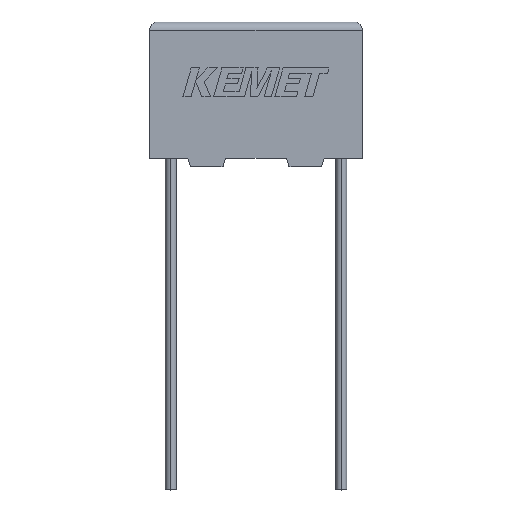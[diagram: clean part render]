
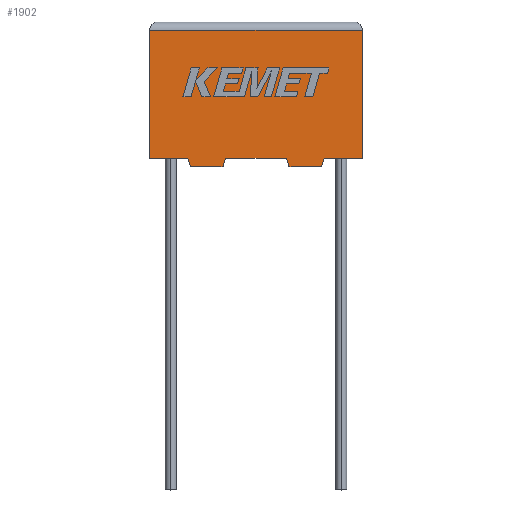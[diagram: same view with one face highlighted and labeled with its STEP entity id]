
A CAD part, top view. The second image highlights one B-rep face of the part: STEP entity #1902.
In plain terms, the highlighted planar face has unit normal (0, 0, 1).
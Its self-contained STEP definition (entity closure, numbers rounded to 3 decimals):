
#9 = DIRECTION ( 'NONE',  ( 1., 0., 0. ) ) ;
#50 = EDGE_CURVE ( 'NONE', #2020, #3237, #1942, .T. ) ;
#70 = ORIENTED_EDGE ( 'NONE', *, *, #3022, .T. ) ;
#145 = DIRECTION ( 'NONE',  ( -1., 0., 0. ) ) ;
#152 = LINE ( 'NONE', #2581, #2497 ) ;
#207 = CARTESIAN_POINT ( 'NONE',  ( 8.037, 0., 3.5 ) ) ;
#227 = ORIENTED_EDGE ( 'NONE', *, *, #1648, .T. ) ;
#301 = VECTOR ( 'NONE', #9, 1000. ) ;
#355 = DIRECTION ( 'NONE',  ( 0., 1., 0. ) ) ;
#409 = LINE ( 'NONE', #1951, #2708 ) ;
#433 = EDGE_CURVE ( 'NONE', #2064, #2117, #965, .T. ) ;
#441 = DIRECTION ( 'NONE',  ( -1., 0., 0. ) ) ;
#445 = EDGE_LOOP ( 'NONE', ( #1355, #1164, #2233, #2194, #70, #227, #2471, #2946, #1861, #2446, #1222, #2757 ) ) ;
#502 = CARTESIAN_POINT ( 'NONE',  ( 8.188, -0.5, 3.5 ) ) ;
#516 = DIRECTION ( 'NONE',  ( 0., -1., 0. ) ) ;
#562 = LINE ( 'NONE', #1963, #3119 ) ;
#590 = CARTESIAN_POINT ( 'NONE',  ( 12.5, 0., 3.5 ) ) ;
#622 = CARTESIAN_POINT ( 'NONE',  ( 8.188, -0.5, 3.5 ) ) ;
#725 = VERTEX_POINT ( 'NONE', #945 ) ;
#747 = FACE_OUTER_BOUND ( 'NONE', #445, .T. ) ;
#754 = CARTESIAN_POINT ( 'NONE',  ( 10.25, 0., 3.5 ) ) ;
#808 = DIRECTION ( 'NONE',  ( 0.287, -0.958, 0. ) ) ;
#814 = CARTESIAN_POINT ( 'NONE',  ( 12.5, 0., 3.5 ) ) ;
#828 = DIRECTION ( 'NONE',  ( 1., 0., 0. ) ) ;
#835 = VECTOR ( 'NONE', #145, 1000. ) ;
#865 = CARTESIAN_POINT ( 'NONE',  ( 4.313, -0.5, 3.5 ) ) ;
#873 = CARTESIAN_POINT ( 'NONE',  ( 10.1, -0.5, 3.5 ) ) ;
#945 = CARTESIAN_POINT ( 'NONE',  ( 2.25, 0., 3.5 ) ) ;
#965 = LINE ( 'NONE', #1043, #301 ) ;
#983 = DIRECTION ( 'NONE',  ( 0.287, 0.958, 0. ) ) ;
#1043 = CARTESIAN_POINT ( 'NONE',  ( 0., 0., 3.5 ) ) ;
#1044 = DIRECTION ( 'NONE',  ( -0.287, 0.958, 0. ) ) ;
#1059 = AXIS2_PLACEMENT_3D ( 'NONE', #1440, #2172, #1168 ) ;
#1075 = EDGE_CURVE ( 'NONE', #3167, #2353, #2432, .T. ) ;
#1154 = VERTEX_POINT ( 'NONE', #590 ) ;
#1157 = LINE ( 'NONE', #814, #1953 ) ;
#1164 = ORIENTED_EDGE ( 'NONE', *, *, #2468, .T. ) ;
#1168 = DIRECTION ( 'NONE',  ( -1., 0., 0. ) ) ;
#1212 = VECTOR ( 'NONE', #2769, 1000. ) ;
#1222 = ORIENTED_EDGE ( 'NONE', *, *, #1289, .F. ) ;
#1255 = CARTESIAN_POINT ( 'NONE',  ( 0., 0., 3.5 ) ) ;
#1284 = EDGE_CURVE ( 'NONE', #2913, #1154, #1893, .T. ) ;
#1289 = EDGE_CURVE ( 'NONE', #2913, #2020, #2816, .T. ) ;
#1355 = ORIENTED_EDGE ( 'NONE', *, *, #1635, .T. ) ;
#1440 = CARTESIAN_POINT ( 'NONE',  ( 0., 0., 3.5 ) ) ;
#1480 = CARTESIAN_POINT ( 'NONE',  ( 0., 0., 3.5 ) ) ;
#1520 = CARTESIAN_POINT ( 'NONE',  ( 0., 7.5, 3.5 ) ) ;
#1543 = VERTEX_POINT ( 'NONE', #1785 ) ;
#1547 = VECTOR ( 'NONE', #828, 1000. ) ;
#1576 = VERTEX_POINT ( 'NONE', #865 ) ;
#1635 = EDGE_CURVE ( 'NONE', #1154, #2499, #1157, .T. ) ;
#1648 = EDGE_CURVE ( 'NONE', #1543, #1576, #2399, .T. ) ;
#1731 = CARTESIAN_POINT ( 'NONE',  ( 10.25, 0., 3.5 ) ) ;
#1785 = CARTESIAN_POINT ( 'NONE',  ( 2.4, -0.5, 3.5 ) ) ;
#1855 = EDGE_CURVE ( 'NONE', #3237, #2117, #2069, .T. ) ;
#1861 = ORIENTED_EDGE ( 'NONE', *, *, #1855, .F. ) ;
#1876 = CARTESIAN_POINT ( 'NONE',  ( 4.463, 0., 3.5 ) ) ;
#1893 = LINE ( 'NONE', #1480, #2015 ) ;
#1902 = ADVANCED_FACE ( 'NONE', ( #747 ), #3182, .F. ) ;
#1934 = EDGE_CURVE ( 'NONE', #1576, #2064, #562, .T. ) ;
#1942 = LINE ( 'NONE', #3145, #835 ) ;
#1951 = CARTESIAN_POINT ( 'NONE',  ( 0., 7.5, 3.5 ) ) ;
#1953 = VECTOR ( 'NONE', #355, 1000. ) ;
#1963 = CARTESIAN_POINT ( 'NONE',  ( 4.313, -0.5, 3.5 ) ) ;
#2001 = EDGE_CURVE ( 'NONE', #2353, #725, #2437, .T. ) ;
#2015 = VECTOR ( 'NONE', #3251, 1000. ) ;
#2020 = VERTEX_POINT ( 'NONE', #873 ) ;
#2064 = VERTEX_POINT ( 'NONE', #1876 ) ;
#2069 = LINE ( 'NONE', #502, #2678 ) ;
#2117 = VERTEX_POINT ( 'NONE', #207 ) ;
#2172 = DIRECTION ( 'NONE',  ( 0., 0., -1. ) ) ;
#2194 = ORIENTED_EDGE ( 'NONE', *, *, #2001, .T. ) ;
#2206 = VECTOR ( 'NONE', #516, 1000. ) ;
#2233 = ORIENTED_EDGE ( 'NONE', *, *, #1075, .T. ) ;
#2343 = VECTOR ( 'NONE', #2637, 1000. ) ;
#2353 = VERTEX_POINT ( 'NONE', #2831 ) ;
#2358 = CARTESIAN_POINT ( 'NONE',  ( 2.4, -0.5, 3.5 ) ) ;
#2399 = LINE ( 'NONE', #2358, #1547 ) ;
#2403 = CARTESIAN_POINT ( 'NONE',  ( 0., 0., 3.5 ) ) ;
#2432 = LINE ( 'NONE', #1255, #2206 ) ;
#2437 = LINE ( 'NONE', #2403, #2343 ) ;
#2446 = ORIENTED_EDGE ( 'NONE', *, *, #50, .F. ) ;
#2468 = EDGE_CURVE ( 'NONE', #2499, #3167, #409, .T. ) ;
#2470 = CARTESIAN_POINT ( 'NONE',  ( 12.5, 7.5, 3.5 ) ) ;
#2471 = ORIENTED_EDGE ( 'NONE', *, *, #1934, .T. ) ;
#2497 = VECTOR ( 'NONE', #808, 1000. ) ;
#2499 = VERTEX_POINT ( 'NONE', #2470 ) ;
#2581 = CARTESIAN_POINT ( 'NONE',  ( 2.25, 0., 3.5 ) ) ;
#2637 = DIRECTION ( 'NONE',  ( 1., 0., 0. ) ) ;
#2678 = VECTOR ( 'NONE', #1044, 1000. ) ;
#2708 = VECTOR ( 'NONE', #441, 1000. ) ;
#2757 = ORIENTED_EDGE ( 'NONE', *, *, #1284, .T. ) ;
#2769 = DIRECTION ( 'NONE',  ( -0.287, -0.958, 0. ) ) ;
#2816 = LINE ( 'NONE', #1731, #1212 ) ;
#2831 = CARTESIAN_POINT ( 'NONE',  ( 0., 0., 3.5 ) ) ;
#2913 = VERTEX_POINT ( 'NONE', #754 ) ;
#2946 = ORIENTED_EDGE ( 'NONE', *, *, #433, .T. ) ;
#3022 = EDGE_CURVE ( 'NONE', #725, #1543, #152, .T. ) ;
#3119 = VECTOR ( 'NONE', #983, 1000. ) ;
#3145 = CARTESIAN_POINT ( 'NONE',  ( 10.1, -0.5, 3.5 ) ) ;
#3167 = VERTEX_POINT ( 'NONE', #1520 ) ;
#3182 = PLANE ( 'NONE',  #1059 ) ;
#3237 = VERTEX_POINT ( 'NONE', #622 ) ;
#3251 = DIRECTION ( 'NONE',  ( 1., 0., 0. ) ) ;
